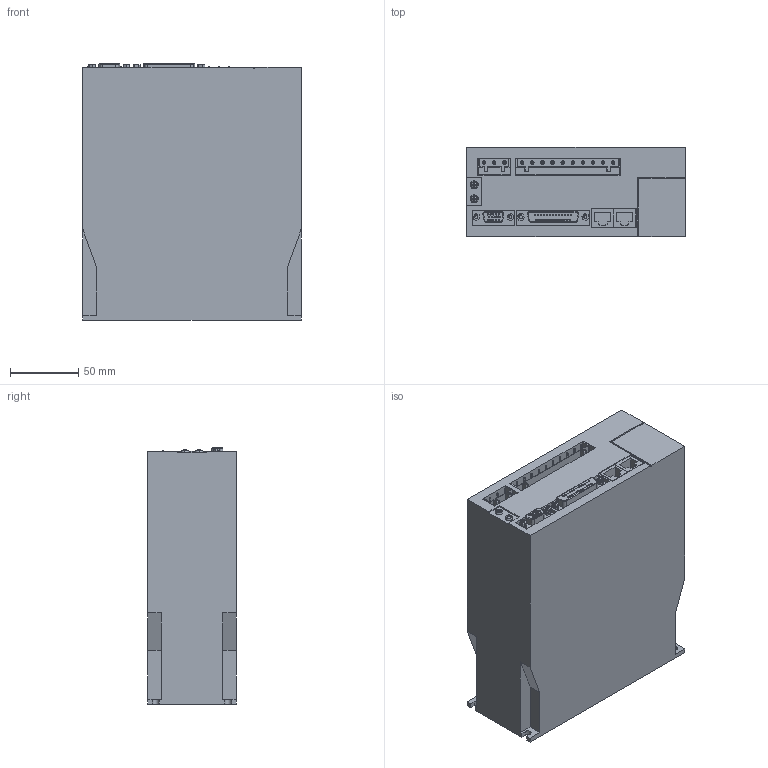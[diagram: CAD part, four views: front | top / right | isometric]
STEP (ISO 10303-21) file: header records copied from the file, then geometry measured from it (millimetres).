
FILE_DESCRIPTION (( 'STEP AP214' ), '1' );
FILE_NAME ('SDD01LI15.STEP', '2023-10-31T14:15:35', ( '' ), ( '' ), 'SwSTEP 2.0', 'SolidWorks 2021', '' );
FILE_SCHEMA (( 'AUTOMOTIVE_DESIGN' ));
Length unit declared in the file: millimetre
Products named in the file (5): SDD01LI15.STEP; cross recessed round head wood screws gb_GB_WOOD_SCREWS_TYPE136 M3X8-N.STEP.STEP; SDD01LI15.STEP-0.STEP; SDD01LI15; SDD01LI15.STEP.STEP
Assembly tree (5 placements, depth 4):
  SDD01LI15
    SDD01LI15.STEP
      SDD01LI15.STEP.STEP
        SDD01LI15.STEP-0.STEP
        cross recessed round head wood screws gb_GB_WOOD_SCREWS_TYPE136 M3X8-N.STEP.STEP  x2
Bounding box: 160 x 65 x 187.7 mm (x, y, z)
Volume: 1890239.4 mm3; surface area: 115539.7 mm2
Topology: 3 solids, 3 shells, 586 faces, 1425 edges, 906 vertices
Faces by surface type: plane 284, cylinder 238, sphere 30, torus 18, bspline 12, cone 4
Entity records: 21439 total; most frequent: CARTESIAN_POINT 7882, DIRECTION 2698, ORIENTED_EDGE 2646, EDGE_CURVE 1323, AXIS2_PLACEMENT_3D 954, VERTEX_POINT 854, LINE 790, VECTOR 790
